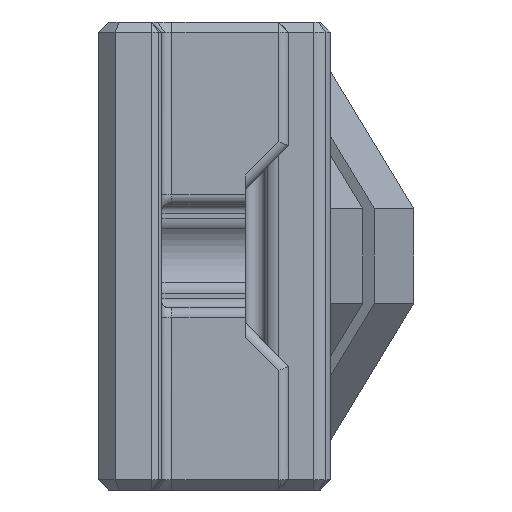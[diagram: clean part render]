
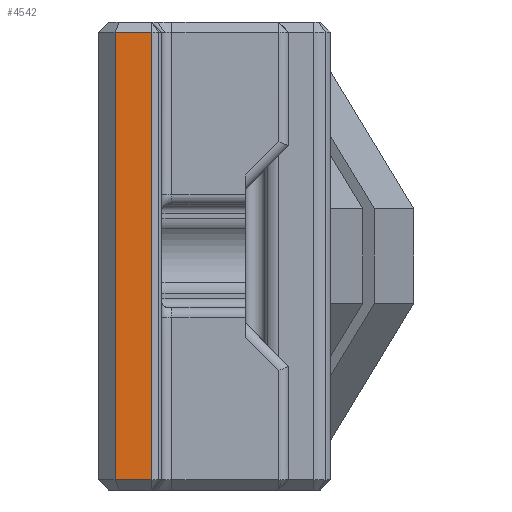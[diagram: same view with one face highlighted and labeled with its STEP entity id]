
A CAD part, left-side view. The second image highlights one B-rep face of the part: STEP entity #4542.
In plain terms, the highlighted planar face has unit normal (-1, 0, 0).
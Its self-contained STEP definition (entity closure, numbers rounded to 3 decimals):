
#80 = CARTESIAN_POINT ( 'NONE',  ( -56., 5.9, 21. ) ) ;
#130 = DIRECTION ( 'NONE',  ( -1., 0., 0. ) ) ;
#131 = VECTOR ( 'NONE', #4053, 1000. ) ;
#225 = ORIENTED_EDGE ( 'NONE', *, *, #1008, .T. ) ;
#682 = DIRECTION ( 'NONE',  ( 0., -1., 0. ) ) ;
#1008 = EDGE_CURVE ( 'NONE', #3424, #2429, #3516, .T. ) ;
#1175 = VECTOR ( 'NONE', #6471, 1000. ) ;
#1589 = CARTESIAN_POINT ( 'NONE',  ( -56., 5.9, 0.6 ) ) ;
#1818 = VECTOR ( 'NONE', #1897, 1000. ) ;
#1826 = LINE ( 'NONE', #3484, #3011 ) ;
#1897 = DIRECTION ( 'NONE',  ( 0., 0., 1. ) ) ;
#2059 = VERTEX_POINT ( 'NONE', #6817 ) ;
#2429 = VERTEX_POINT ( 'NONE', #1589 ) ;
#2493 = CARTESIAN_POINT ( 'NONE',  ( -56., 5.9, 27.4 ) ) ;
#2565 = CARTESIAN_POINT ( 'NONE',  ( -56., 3.7, 7. ) ) ;
#2715 = ORIENTED_EDGE ( 'NONE', *, *, #4664, .T. ) ;
#2904 = VERTEX_POINT ( 'NONE', #3878 ) ;
#2952 = CARTESIAN_POINT ( 'NONE',  ( -56., -2.945, 14. ) ) ;
#3011 = VECTOR ( 'NONE', #682, 1000. ) ;
#3224 = EDGE_CURVE ( 'NONE', #3424, #2059, #1826, .T. ) ;
#3424 = VERTEX_POINT ( 'NONE', #2493 ) ;
#3484 = CARTESIAN_POINT ( 'NONE',  ( -56., -3.039, 27.4 ) ) ;
#3516 = LINE ( 'NONE', #80, #1175 ) ;
#3544 = EDGE_LOOP ( 'NONE', ( #3913, #225, #5654, #2715 ) ) ;
#3592 = PLANE ( 'NONE',  #4115 ) ;
#3748 = LINE ( 'NONE', #2565, #1818 ) ;
#3878 = CARTESIAN_POINT ( 'NONE',  ( -56., 3.7, 0.6 ) ) ;
#3913 = ORIENTED_EDGE ( 'NONE', *, *, #3224, .F. ) ;
#4018 = CARTESIAN_POINT ( 'NONE',  ( -56., -3.039, 0.6 ) ) ;
#4053 = DIRECTION ( 'NONE',  ( 0., 1., 0. ) ) ;
#4115 = AXIS2_PLACEMENT_3D ( 'NONE', #2952, #130, #4750 ) ;
#4542 = ADVANCED_FACE ( 'NONE', ( #5329 ), #3592, .T. ) ;
#4664 = EDGE_CURVE ( 'NONE', #2904, #2059, #3748, .T. ) ;
#4750 = DIRECTION ( 'NONE',  ( 0., 0., 1. ) ) ;
#4960 = EDGE_CURVE ( 'NONE', #2904, #2429, #6968, .T. ) ;
#5329 = FACE_OUTER_BOUND ( 'NONE', #3544, .T. ) ;
#5654 = ORIENTED_EDGE ( 'NONE', *, *, #4960, .F. ) ;
#6471 = DIRECTION ( 'NONE',  ( 0., 0., -1. ) ) ;
#6817 = CARTESIAN_POINT ( 'NONE',  ( -56., 3.7, 27.4 ) ) ;
#6968 = LINE ( 'NONE', #4018, #131 ) ;
